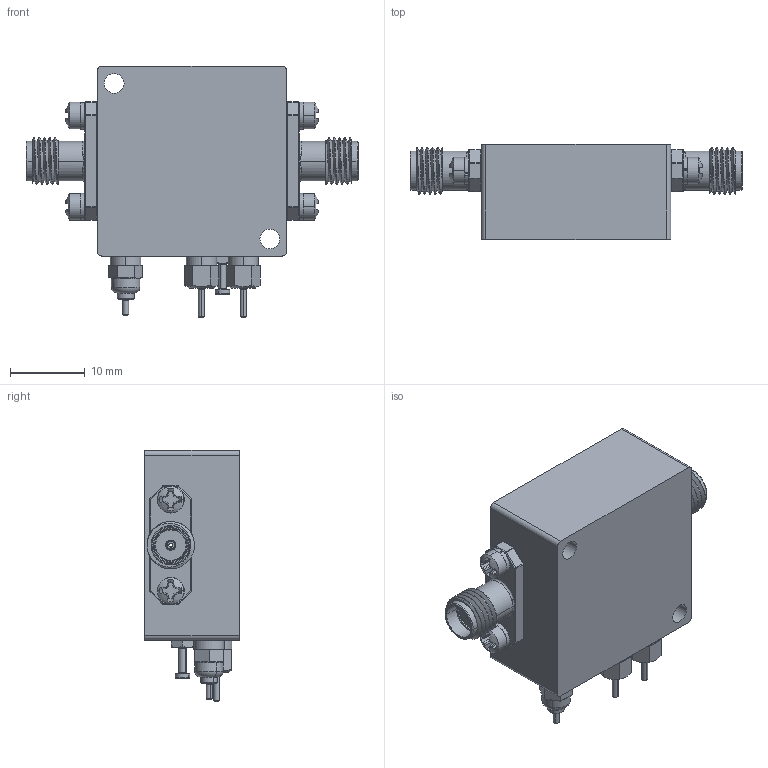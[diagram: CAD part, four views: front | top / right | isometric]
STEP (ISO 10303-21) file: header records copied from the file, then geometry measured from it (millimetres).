
FILE_DESCRIPTION (( 'STEP AP203' ), '1' );
FILE_NAME ('P1T-1G18G-65-T-SFF.STEP', '2020-02-04T19:43:03', ( '' ), ( '' ), 'SwSTEP 2.0', 'SolidWorks 2014', '' );
FILE_SCHEMA (( 'CONFIG_CONTROL_DESIGN' ));
Length unit declared in the file: inch
Products named in the file (1): P1T-1G18G-65-T-SFF
Bounding box: 44.45 x 12.7 x 33.66 mm (x, y, z)
Surface area: 4023.3 mm2 (no closed solid volume)
Topology: 0 solids, 21 shells, 458 faces, 1196 edges, 727 vertices
Faces by surface type: plane 162, cylinder 140, torus 59, cone 39, sphere 34, bspline 24
Entity records: 15567 total; most frequent: CARTESIAN_POINT 4448, DIRECTION 2500, ORIENTED_EDGE 2150, EDGE_CURVE 1172, AXIS2_PLACEMENT_3D 1035, VERTEX_POINT 727, CIRCLE 600, EDGE_LOOP 491
